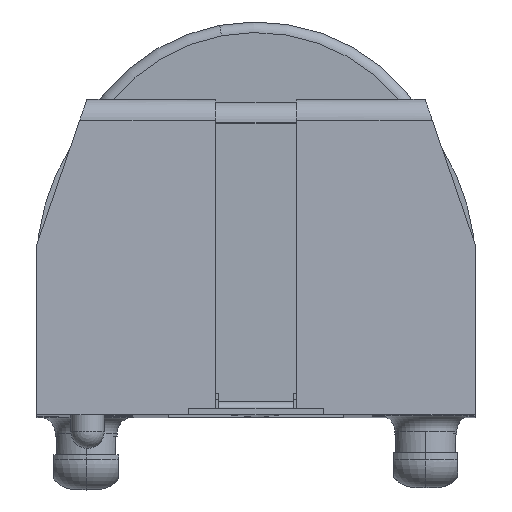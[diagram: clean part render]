
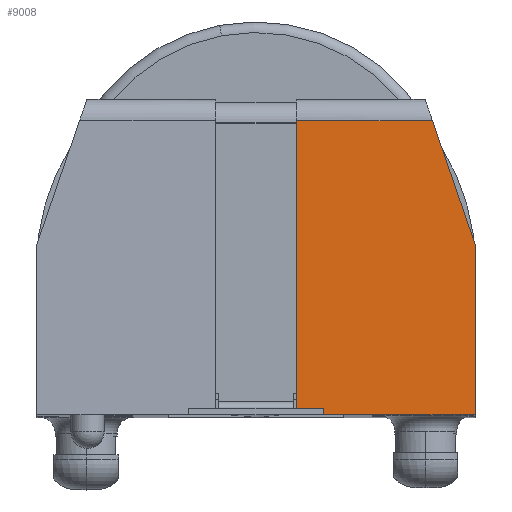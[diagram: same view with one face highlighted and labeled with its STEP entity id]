
A CAD part, top view. The second image highlights one B-rep face of the part: STEP entity #9008.
In plain terms, the highlighted planar face has unit normal (0, 0.018, 1).
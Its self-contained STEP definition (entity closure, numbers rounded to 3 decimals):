
#319 = VERTEX_POINT ( 'NONE', #21297 ) ;
#549 = CARTESIAN_POINT ( 'NONE',  ( 1.905, 0., 38.527 ) ) ;
#817 = VERTEX_POINT ( 'NONE', #4175 ) ;
#1502 = EDGE_CURVE ( 'NONE', #319, #11006, #29138, .T. ) ;
#4175 = CARTESIAN_POINT ( 'NONE',  ( 8.307, 13.861, 38.285 ) ) ;
#4958 = DIRECTION ( 'NONE',  ( 0., -1., 0.017 ) ) ;
#5048 = DIRECTION ( 'NONE',  ( 0., 1., -0.017 ) ) ;
#6093 = CARTESIAN_POINT ( 'NONE',  ( -10.325, -1.727, 38.557 ) ) ;
#6684 = VECTOR ( 'NONE', #4958, 1000. ) ;
#9008 = ADVANCED_FACE ( 'NONE', ( #28787 ), #29648, .T. ) ;
#10320 = ORIENTED_EDGE ( 'NONE', *, *, #17170, .F. ) ;
#11006 = VERTEX_POINT ( 'NONE', #29266 ) ;
#11588 = VERTEX_POINT ( 'NONE', #26755 ) ;
#11632 = VECTOR ( 'NONE', #25954, 1000. ) ;
#11796 = CARTESIAN_POINT ( 'NONE',  ( 11.132, 5.659, 38.428 ) ) ;
#13112 = LINE ( 'NONE', #21447, #11632 ) ;
#13280 = EDGE_CURVE ( 'NONE', #11006, #26805, #13112, .T. ) ;
#13553 = LINE ( 'NONE', #23594, #17257 ) ;
#13824 = CARTESIAN_POINT ( 'NONE',  ( 10.325, -1.727, 38.557 ) ) ;
#14519 = LINE ( 'NONE', #17178, #29966 ) ;
#14771 = EDGE_CURVE ( 'NONE', #817, #11588, #14519, .T. ) ;
#15072 = ORIENTED_EDGE ( 'NONE', *, *, #1502, .F. ) ;
#15430 = EDGE_LOOP ( 'NONE', ( #10320, #24641, #29254, #17359, #15072 ) ) ;
#17170 = EDGE_CURVE ( 'NONE', #817, #319, #27600, .T. ) ;
#17178 = CARTESIAN_POINT ( 'NONE',  ( 1.905, 13.861, 38.285 ) ) ;
#17257 = VECTOR ( 'NONE', #5048, 1000. ) ;
#17359 = ORIENTED_EDGE ( 'NONE', *, *, #13280, .F. ) ;
#17385 = DIRECTION ( 'NONE',  ( -1., 0., 0. ) ) ;
#17760 = DIRECTION ( 'NONE',  ( 0., 0.017, 1. ) ) ;
#21297 = CARTESIAN_POINT ( 'NONE',  ( 10.325, 8.001, 38.387 ) ) ;
#21447 = CARTESIAN_POINT ( 'NONE',  ( -10.325, 0., 38.527 ) ) ;
#22585 = DIRECTION ( 'NONE',  ( 1., 0., 0. ) ) ;
#22793 = EDGE_CURVE ( 'NONE', #26805, #11588, #13553, .T. ) ;
#23594 = CARTESIAN_POINT ( 'NONE',  ( 1.905, -1.727, 38.557 ) ) ;
#24641 = ORIENTED_EDGE ( 'NONE', *, *, #14771, .T. ) ;
#25954 = DIRECTION ( 'NONE',  ( -1., 0., 0. ) ) ;
#26755 = CARTESIAN_POINT ( 'NONE',  ( 1.905, 13.861, 38.285 ) ) ;
#26805 = VERTEX_POINT ( 'NONE', #549 ) ;
#26867 = VECTOR ( 'NONE', #30523, 1000. ) ;
#27600 = LINE ( 'NONE', #11796, #26867 ) ;
#28787 = FACE_OUTER_BOUND ( 'NONE', #15430, .T. ) ;
#29138 = LINE ( 'NONE', #13824, #6684 ) ;
#29254 = ORIENTED_EDGE ( 'NONE', *, *, #22793, .F. ) ;
#29266 = CARTESIAN_POINT ( 'NONE',  ( 10.325, 0., 38.527 ) ) ;
#29648 = PLANE ( 'NONE',  #30392 ) ;
#29966 = VECTOR ( 'NONE', #17385, 1000. ) ;
#30392 = AXIS2_PLACEMENT_3D ( 'NONE', #6093, #17760, #22585 ) ;
#30523 = DIRECTION ( 'NONE',  ( 0.326, -0.945, 0.017 ) ) ;
